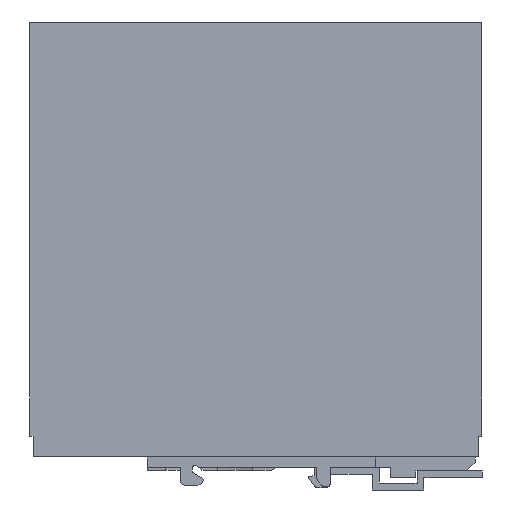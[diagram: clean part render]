
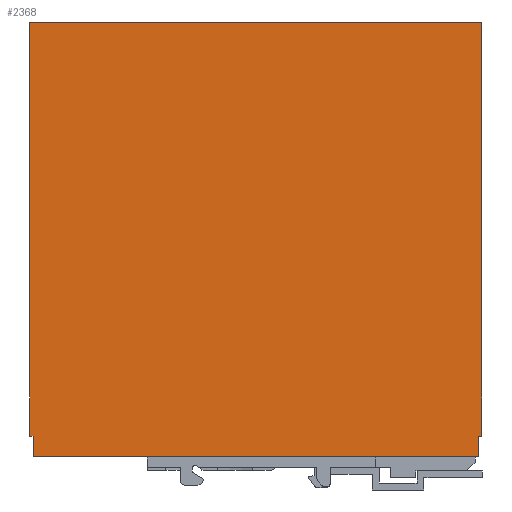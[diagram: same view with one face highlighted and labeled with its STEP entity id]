
A CAD part, left-side view. The second image highlights one B-rep face of the part: STEP entity #2368.
In plain terms, the highlighted planar face has unit normal (-1, 0, 0).
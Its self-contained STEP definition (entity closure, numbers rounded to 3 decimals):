
#2318=AXIS2_PLACEMENT_3D('Plane Axis2P3D',#2315,#2316,#2317) ;
#2065=CARTESIAN_POINT('Vertex',(0.,1.15,15.5)) ;
#2114=CARTESIAN_POINT('Vertex',(0.,0.15,15.5)) ;
#2117=CARTESIAN_POINT('Line Origine',(0.,0.65,15.5)) ;
#2138=CARTESIAN_POINT('Line Origine',(0.,129.65,15.5)) ;
#2142=CARTESIAN_POINT('Vertex',(0.,130.15,15.5)) ;
#2144=CARTESIAN_POINT('Vertex',(0.,129.15,15.5)) ;
#2315=CARTESIAN_POINT('Axis2P3D Location',(0.,65.15,72.)) ;
#2320=CARTESIAN_POINT('Line Origine',(0.,130.15,74.95)) ;
#2324=CARTESIAN_POINT('Vertex',(0.,130.15,134.4)) ;
#2327=CARTESIAN_POINT('Line Origine',(0.,129.15,12.5)) ;
#2331=CARTESIAN_POINT('Vertex',(0.,129.15,9.5)) ;
#2334=CARTESIAN_POINT('Line Origine',(0.,65.15,9.5)) ;
#2338=CARTESIAN_POINT('Vertex',(0.,1.15,9.5)) ;
#2341=CARTESIAN_POINT('Line Origine',(0.,1.15,12.5)) ;
#2346=CARTESIAN_POINT('Line Origine',(0.,0.15,74.95)) ;
#2350=CARTESIAN_POINT('Vertex',(0.,0.15,134.4)) ;
#2353=CARTESIAN_POINT('Line Origine',(0.,65.15,134.4)) ;
#2118=DIRECTION('Vector Direction',(0.,1.,0.)) ;
#2139=DIRECTION('Vector Direction',(0.,-1.,0.)) ;
#2316=DIRECTION('Axis2P3D Direction',(-1.,0.,0.)) ;
#2317=DIRECTION('Axis2P3D XDirection',(0.,-1.,0.)) ;
#2321=DIRECTION('Vector Direction',(0.,0.,-1.)) ;
#2328=DIRECTION('Vector Direction',(0.,0.,1.)) ;
#2335=DIRECTION('Vector Direction',(0.,-1.,0.)) ;
#2342=DIRECTION('Vector Direction',(0.,0.,1.)) ;
#2347=DIRECTION('Vector Direction',(0.,0.,1.)) ;
#2354=DIRECTION('Vector Direction',(0.,1.,0.)) ;
#2119=VECTOR('Line Direction',#2118,1.) ;
#2140=VECTOR('Line Direction',#2139,1.) ;
#2322=VECTOR('Line Direction',#2321,1.) ;
#2329=VECTOR('Line Direction',#2328,1.) ;
#2336=VECTOR('Line Direction',#2335,1.) ;
#2343=VECTOR('Line Direction',#2342,1.) ;
#2348=VECTOR('Line Direction',#2347,1.) ;
#2355=VECTOR('Line Direction',#2354,1.) ;
#2359=ORIENTED_EDGE('',*,*,#2326,.T.) ;
#2360=ORIENTED_EDGE('',*,*,#2146,.T.) ;
#2361=ORIENTED_EDGE('',*,*,#2333,.F.) ;
#2362=ORIENTED_EDGE('',*,*,#2340,.T.) ;
#2363=ORIENTED_EDGE('',*,*,#2345,.T.) ;
#2364=ORIENTED_EDGE('',*,*,#2121,.F.) ;
#2365=ORIENTED_EDGE('',*,*,#2352,.T.) ;
#2366=ORIENTED_EDGE('',*,*,#2357,.T.) ;
#2368=ADVANCED_FACE('GEHAEUSE',(#2367),#2319,.T.) ;
#2121=EDGE_CURVE('',#2115,#2066,#2120,.T.) ;
#2146=EDGE_CURVE('',#2143,#2145,#2141,.T.) ;
#2326=EDGE_CURVE('',#2325,#2143,#2323,.T.) ;
#2333=EDGE_CURVE('',#2332,#2145,#2330,.T.) ;
#2340=EDGE_CURVE('',#2332,#2339,#2337,.T.) ;
#2345=EDGE_CURVE('',#2339,#2066,#2344,.T.) ;
#2352=EDGE_CURVE('',#2115,#2351,#2349,.T.) ;
#2357=EDGE_CURVE('',#2351,#2325,#2356,.T.) ;
#2358=EDGE_LOOP('',(#2359,#2360,#2361,#2362,#2363,#2364,#2365,#2366)) ;
#2367=FACE_OUTER_BOUND('',#2358,.T.) ;
#2120=LINE('Line',#2117,#2119) ;
#2141=LINE('Line',#2138,#2140) ;
#2323=LINE('Line',#2320,#2322) ;
#2330=LINE('Line',#2327,#2329) ;
#2337=LINE('Line',#2334,#2336) ;
#2344=LINE('Line',#2341,#2343) ;
#2349=LINE('Line',#2346,#2348) ;
#2356=LINE('Line',#2353,#2355) ;
#2319=PLANE('',#2318) ;
#2066=VERTEX_POINT('',#2065) ;
#2115=VERTEX_POINT('',#2114) ;
#2143=VERTEX_POINT('',#2142) ;
#2145=VERTEX_POINT('',#2144) ;
#2325=VERTEX_POINT('',#2324) ;
#2332=VERTEX_POINT('',#2331) ;
#2339=VERTEX_POINT('',#2338) ;
#2351=VERTEX_POINT('',#2350) ;
